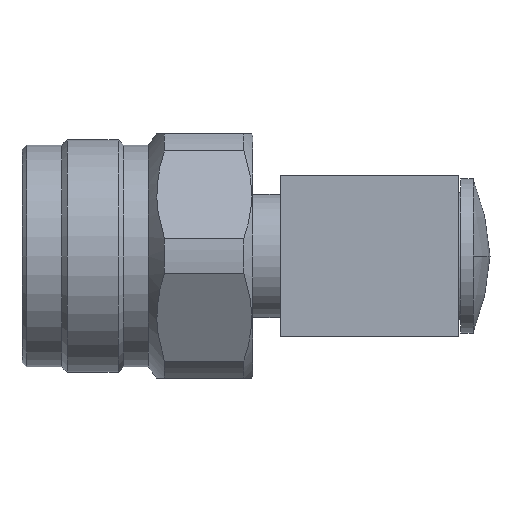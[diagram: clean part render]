
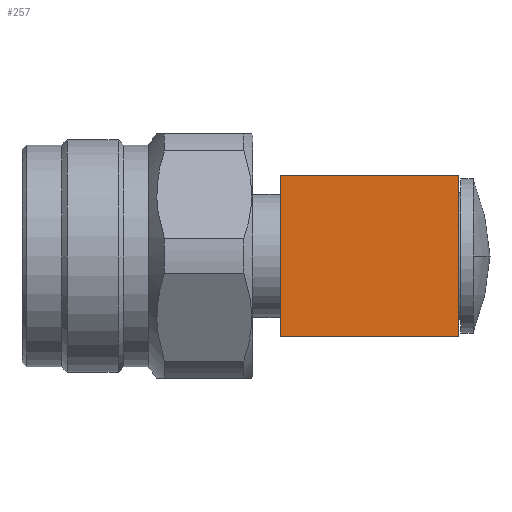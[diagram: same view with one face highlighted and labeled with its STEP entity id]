
A CAD part, left-side view. The second image highlights one B-rep face of the part: STEP entity #257.
In plain terms, the highlighted planar face has unit normal (-1, 0, 0).
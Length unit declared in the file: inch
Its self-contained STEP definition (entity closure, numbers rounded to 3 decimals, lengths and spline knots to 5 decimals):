
#149 = CARTESIAN_POINT ( 'NONE',  ( -0.19716, -0.65971, -0.20665 ) ) ;
#231 = EDGE_CURVE ( 'NONE', #4953, #1462, #3226, .T. ) ;
#257 = ADVANCED_FACE ( 'NONE', ( #3248 ), #551, .F. ) ;
#304 = EDGE_CURVE ( 'NONE', #2511, #1372, #1099, .T. ) ;
#329 = VECTOR ( 'NONE', #1102, 39.37008 ) ;
#449 = CARTESIAN_POINT ( 'NONE',  ( -0.19716, -0.65971, 0.20665 ) ) ;
#530 = CARTESIAN_POINT ( 'NONE',  ( -0.19716, -1.11663, 0.20665 ) ) ;
#551 = PLANE ( 'NONE',  #2215 ) ;
#994 = CARTESIAN_POINT ( 'NONE',  ( -0.19716, -1.11663, 0.20665 ) ) ;
#1099 = LINE ( 'NONE', #2445, #1293 ) ;
#1102 = DIRECTION ( 'NONE',  ( 0., -1., 0. ) ) ;
#1293 = VECTOR ( 'NONE', #1558, 39.37008 ) ;
#1372 = VERTEX_POINT ( 'NONE', #149 ) ;
#1462 = VERTEX_POINT ( 'NONE', #2436 ) ;
#1475 = DIRECTION ( 'NONE',  ( 0., 0., -1. ) ) ;
#1500 = LINE ( 'NONE', #4635, #329 ) ;
#1558 = DIRECTION ( 'NONE',  ( 0., 0., -1. ) ) ;
#1780 = ORIENTED_EDGE ( 'NONE', *, *, #3318, .T. ) ;
#1828 = ORIENTED_EDGE ( 'NONE', *, *, #4193, .F. ) ;
#2215 = AXIS2_PLACEMENT_3D ( 'NONE', #4548, #2286, #2390 ) ;
#2268 = DIRECTION ( 'NONE',  ( 0., -1., 0. ) ) ;
#2286 = DIRECTION ( 'NONE',  ( 1., 0., 0. ) ) ;
#2390 = DIRECTION ( 'NONE',  ( 0., 0., -1. ) ) ;
#2436 = CARTESIAN_POINT ( 'NONE',  ( -0.19716, -1.11663, -0.20665 ) ) ;
#2445 = CARTESIAN_POINT ( 'NONE',  ( -0.19716, -0.65971, 0.20665 ) ) ;
#2511 = VERTEX_POINT ( 'NONE', #449 ) ;
#2693 = LINE ( 'NONE', #530, #4794 ) ;
#2844 = ORIENTED_EDGE ( 'NONE', *, *, #231, .F. ) ;
#3226 = LINE ( 'NONE', #994, #5006 ) ;
#3248 = FACE_OUTER_BOUND ( 'NONE', #4117, .T. ) ;
#3318 = EDGE_CURVE ( 'NONE', #1372, #1462, #1500, .T. ) ;
#4117 = EDGE_LOOP ( 'NONE', ( #1780, #2844, #1828, #5514 ) ) ;
#4193 = EDGE_CURVE ( 'NONE', #2511, #4953, #2693, .T. ) ;
#4548 = CARTESIAN_POINT ( 'NONE',  ( -0.19716, -1.11663, 0.20665 ) ) ;
#4635 = CARTESIAN_POINT ( 'NONE',  ( -0.19716, -1.11663, -0.20665 ) ) ;
#4794 = VECTOR ( 'NONE', #2268, 39.37008 ) ;
#4953 = VERTEX_POINT ( 'NONE', #5021 ) ;
#5006 = VECTOR ( 'NONE', #1475, 39.37008 ) ;
#5021 = CARTESIAN_POINT ( 'NONE',  ( -0.19716, -1.11663, 0.20665 ) ) ;
#5514 = ORIENTED_EDGE ( 'NONE', *, *, #304, .T. ) ;
